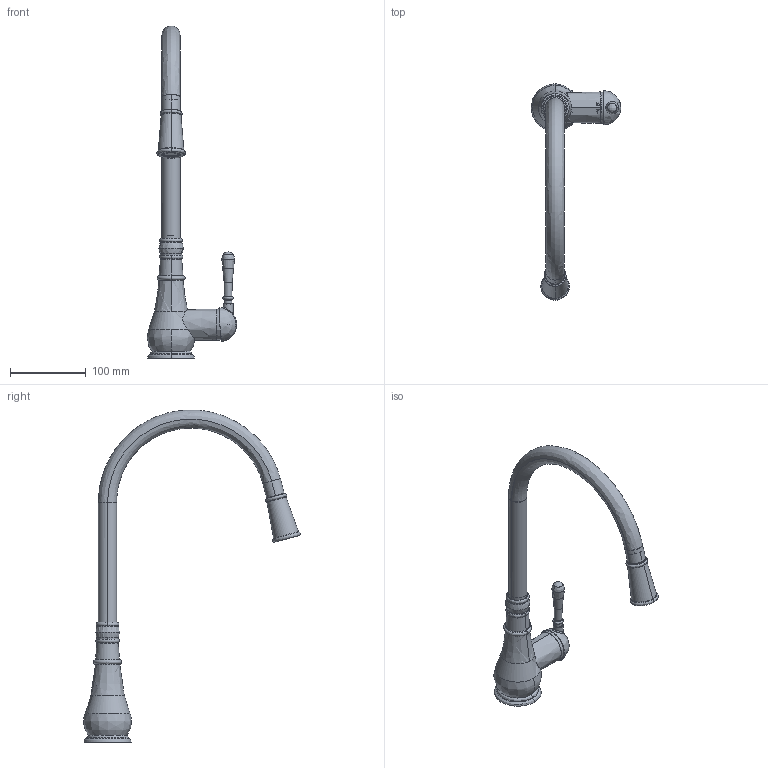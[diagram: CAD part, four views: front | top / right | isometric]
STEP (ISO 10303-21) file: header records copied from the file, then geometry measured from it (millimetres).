
FILE_DESCRIPTION(/* description */ (''),/* implementation_level */ '2;1');
FILE_NAME(/* name */ 'STEP - MV1230L_2266810',/* time_stamp */ '2024-05-16T16:08:54+10:00',/* author */ (''),/* organization */ (''),/* preprocessor_version */ 'ST-DEVELOPER v16.5',/* originating_system */ 'Rhino 7.23',/* authorisation */ '');
FILE_SCHEMA (('AUTOMOTIVE_DESIGN'));
Length unit declared in the file: millimetre
Products named in the file (17): Document; MV1230L; J02046P  M34x1.25���ϰ�Բ��D
38H10); M7031LF M70׶�γ�-��; PM4X5 �����ƽ����˿; 162CS13TA 162���-�ܣ�D
24X0.8); 162CS13T 24���-Բ��; HJ24002C 24��-�ܺ��ͷM
18X1; M7030C MV��-����; M70SB18C-1  MV�װ�ֱ���; Block 03; M70ZS03C MV��ͨװ��ñ; 06-306  2408��ܻ���; M7033C ��-��ˮͷ D24H5
6; ; M70SB21C MVһ���ֱ��2; 
Assembly tree (16 placements, depth 4):
  Document
    MV1230L
      J02046P  M34x1.25���ϰ�Բ��D
38H10)
      M7031LF M70׶�γ�-��
      PM4X5 �����ƽ����˿
      162CS13TA 162���-�ܣ�D
24X0.8)
        162CS13T 24���-Բ��
        HJ24002C 24��-�ܺ��ͷM
18X1
      M7030C MV��-����
      M70SB18C-1  MV�װ�ֱ���
        Block 03
      M70ZS03C MV��ͨװ��ñ
      06-306  2408��ܻ���
      M7033C ��-��ˮͷ D24H5
6
  
      M70SB21C MVһ���ֱ��2
  
Bounding box: 118.41 x 285.9 x 437.85 mm (x, y, z)
Volume: 231755.1 mm3; surface area: 171551.1 mm2
Topology: 15 solids, 15 shells, 811 faces, 2200 edges, 1420 vertices
Faces by surface type: cylinder 422, bspline 263, plane 126
Entity records: 82812 total; most frequent: CARTESIAN_POINT 69175, ORIENTED_EDGE 4336, EDGE_CURVE 2168, VERTEX_POINT 1420, B_SPLINE_CURVE_WITH_KNOTS 1000, EDGE_LOOP 874, ADVANCED_FACE 810, FACE_OUTER_BOUND 810
